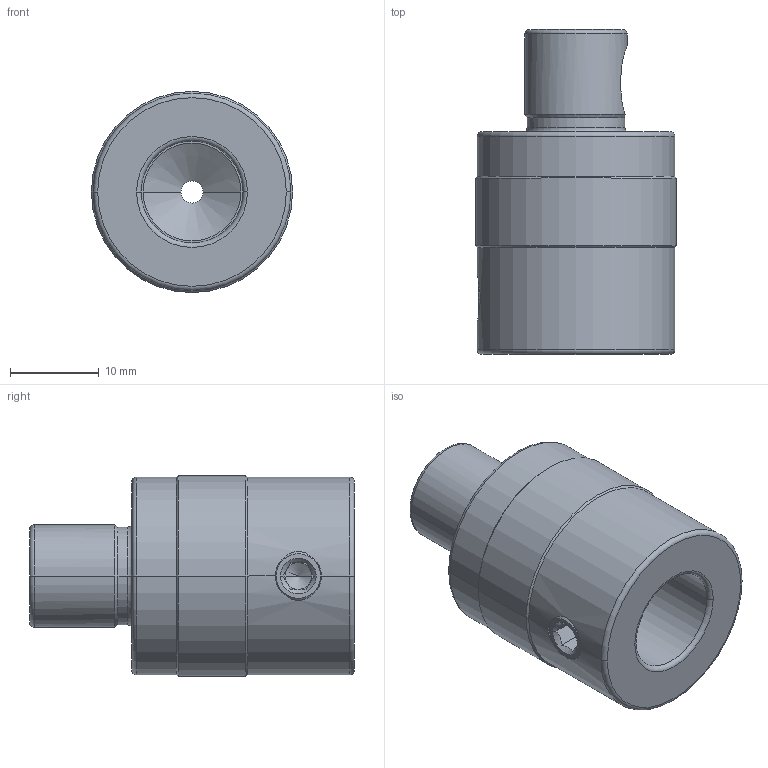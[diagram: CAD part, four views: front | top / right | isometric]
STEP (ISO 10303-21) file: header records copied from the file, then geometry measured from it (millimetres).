
FILE_DESCRIPTION((''),'2;1');
FILE_NAME('42150-25_SW0001','2017-07-03T',('040'),(''),'CREO PARAMETRIC BY PTC INC, 2016260','CREO PARAMETRIC BY PTC INC, 2016260','');
FILE_SCHEMA(('CONFIG_CONTROL_DESIGN'));
Length unit declared in the file: millimetre
Products named in the file (1): 42150-25_SW0001
Bounding box: 22.6 x 36.5 x 22.6 mm (x, y, z)
Volume: 8601.1 mm3; surface area: 3819.9 mm2
Topology: 1 solids, 1 shells, 77 faces, 176 edges, 103 vertices
Faces by surface type: plane 22, cylinder 22, cone 21, torus 12
Entity records: 2462 total; most frequent: CARTESIAN_POINT 676, DIRECTION 392, ORIENTED_EDGE 348, EDGE_CURVE 174, AXIS2_PLACEMENT_3D 163, VERTEX_POINT 103, CIRCLE 86, EDGE_LOOP 83
